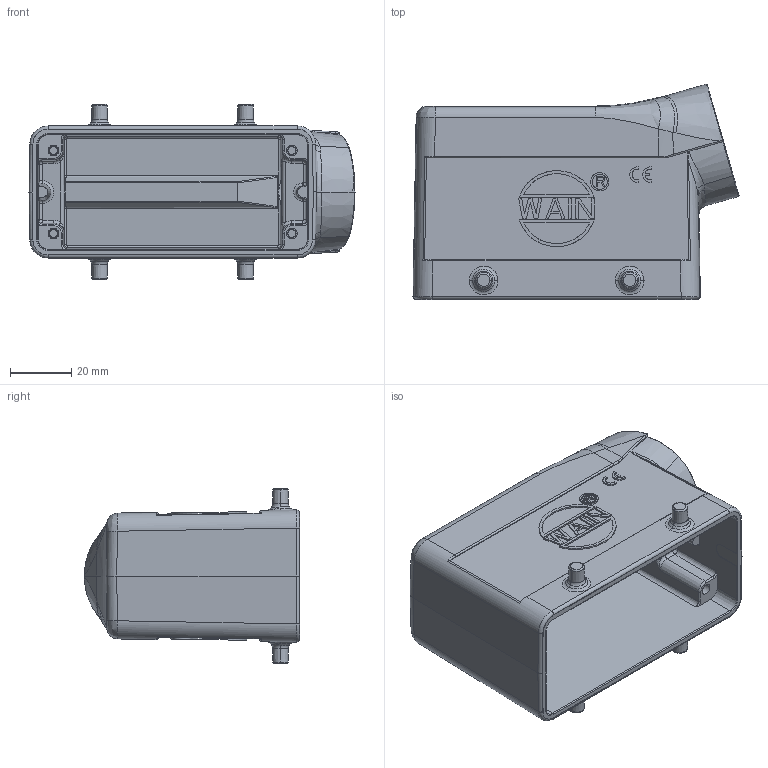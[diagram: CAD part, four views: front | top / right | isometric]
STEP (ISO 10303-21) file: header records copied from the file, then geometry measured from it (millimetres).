
FILE_DESCRIPTION(/* description */ (''),/* implementation_level */ '2;1');
FILE_NAME(/* name */ '3D_1240165301003_HV16B-SE-4B-M25_V1.1.stp',/* time_stamp */ '2024-01-08T17:25:29+08:00',/* author */ (''),/* organization */ (''),/* preprocessor_version */ 'ST-DEVELOPER v18.1',/* originating_system */ 'SIEMENS PLM Software NX 1980',/* authorisation */ '');
FILE_SCHEMA (('AUTOMOTIVE_DESIGN { 1 0 10303 214 3 1 1 1 }'));
Length unit declared in the file: millimetre
Products named in the file (1): 145930E476E9x5a0
Bounding box: 106.04 x 70.13 x 57 mm (x, y, z)
Volume: 69975.5 mm3; surface area: 40569.7 mm2
Topology: 3 solids, 3 shells, 535 faces, 1314 edges, 817 vertices
Faces by surface type: plane 252, cylinder 112, torus 67, cone 46, bspline 42, extrusion 8, sphere 8
Entity records: 19472 total; most frequent: CARTESIAN_POINT 7469, ORIENTED_EDGE 2612, DIRECTION 2224, EDGE_CURVE 1306, VERTEX_POINT 817, AXIS2_PLACEMENT_3D 768, VECTOR 688, LINE 680
